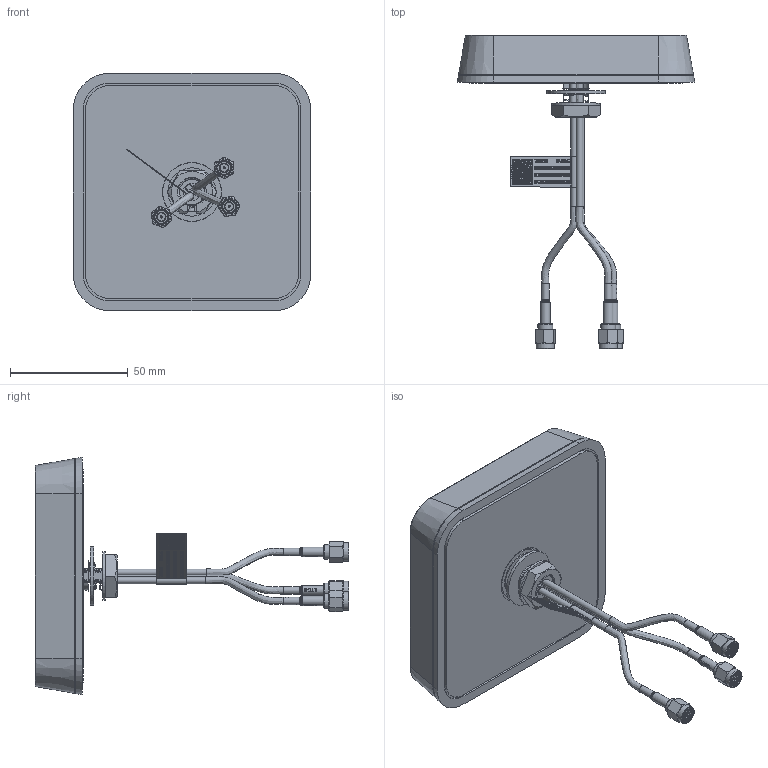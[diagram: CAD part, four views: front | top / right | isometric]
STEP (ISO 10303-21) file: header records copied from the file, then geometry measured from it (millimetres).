
FILE_DESCRIPTION (( 'STEP AP214' ), '1' );
FILE_NAME ('EDW.006608-MA581.W.001-3-In-1-Antennna-(D03).STEP', '2025-06-12T18:49:15', ( '' ), ( '' ), 'SwSTEP 2.0', 'SolidWorks 2022', '' );
FILE_SCHEMA (( 'AUTOMOTIVE_DESIGN' ));
Length unit declared in the file: millimetre
Products named in the file (1): EDW.006608-MA581.W.001-3-In-1-Antennna-(D03)
Bounding box: 100.99 x 133.35 x 100.99 mm (x, y, z)
Surface area: 42842.4 mm2 (no closed solid volume)
Topology: 0 solids, 277 shells, 525 faces, 6450 edges, 6196 vertices
Faces by surface type: plane 348, cylinder 81, bspline 37, cone 31, torus 28
Full cylindrical faces by diameter (mm): 0.92 x3, 2.9 x4, 3.15 x1, 3.2 x2, 4 x2, 4.1 x1, 6.35 x3, 6.4 x3, 7.8 x3, 13.4 x1, 20.5 x1, 24.9 x1, 25 x1
Entity records: 86621 total; most frequent: CARTESIAN_POINT 40014, ORIENTED_EDGE 6831, DIRECTION 6379, EDGE_CURVE 6377, VERTEX_POINT 6180, VECTOR 4889, LINE 4889, B_SPLINE_CURVE_WITH_KNOTS 1107
